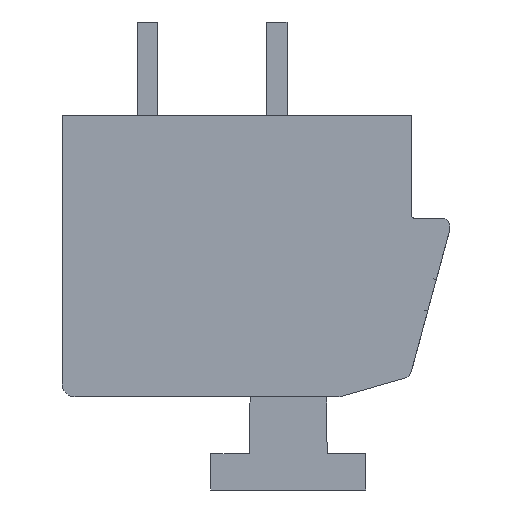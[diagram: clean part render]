
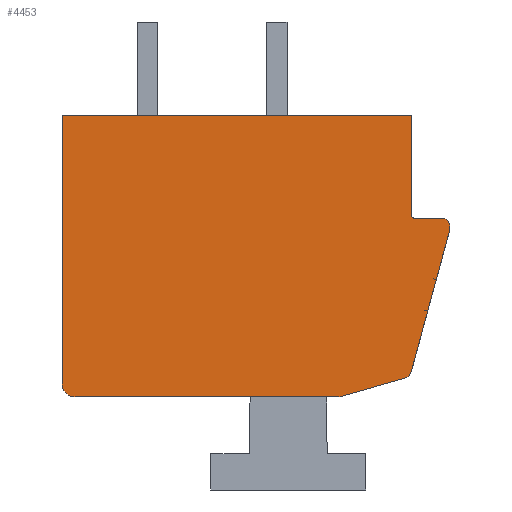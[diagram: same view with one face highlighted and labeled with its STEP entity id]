
A CAD part, front view. The second image highlights one B-rep face of the part: STEP entity #4453.
In plain terms, the highlighted planar face has unit normal (0, -1, 0).
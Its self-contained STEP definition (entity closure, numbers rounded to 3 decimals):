
#1=CARTESIAN_POINT('',(7.2,-48.75,1.15));
#2=DIRECTION('',(0.,-1.,0.));
#3=DIRECTION('',(1.,0.,0.));
#4=AXIS2_PLACEMENT_3D('',#1,#2,#3);
#6=DIRECTION('',(0.,0.,-1.));
#7=VECTOR('',#6,0.119);
#8=CARTESIAN_POINT('',(7.5,-48.75,1.15));
#9=LINE('',#8,#7);
#10=DIRECTION('',(0.262,0.,0.965));
#11=VECTOR('',#10,5.739);
#12=CARTESIAN_POINT('',(5.994,-48.75,-4.507));
#13=LINE('',#12,#11);
#14=CARTESIAN_POINT('',(5.705,-48.75,-4.428));
#15=DIRECTION('',(0.,-1.,0.));
#16=DIRECTION('',(0.274,0.,-0.962));
#17=AXIS2_PLACEMENT_3D('',#14,#15,#16);
#19=DIRECTION('',(0.962,0.,0.274));
#20=VECTOR('',#19,2.679);
#21=CARTESIAN_POINT('',(3.21,-48.75,-5.45));
#22=LINE('',#21,#20);
#23=DIRECTION('',(-1.,0.,0.));
#24=VECTOR('',#23,10.21);
#25=CARTESIAN_POINT('',(3.21,-48.75,-5.45));
#26=LINE('',#25,#24);
#27=CARTESIAN_POINT('',(-7.,-48.75,-4.95));
#28=DIRECTION('',(0.,-1.,0.));
#29=DIRECTION('',(-1.,0.,0.));
#30=AXIS2_PLACEMENT_3D('',#27,#28,#29);
#32=DIRECTION('',(0.,0.,1.));
#33=VECTOR('',#32,10.4);
#34=CARTESIAN_POINT('',(-7.5,-48.75,-4.95));
#35=LINE('',#34,#33);
#36=DIRECTION('',(1.,0.,0.));
#37=VECTOR('',#36,13.5);
#38=CARTESIAN_POINT('',(-7.5,-48.75,5.45));
#39=LINE('',#38,#37);
#40=DIRECTION('',(0.,0.,-1.));
#41=VECTOR('',#40,3.85);
#42=CARTESIAN_POINT('',(6.,-48.75,5.45));
#43=LINE('',#42,#41);
#44=DIRECTION('',(1.,0.,0.));
#45=VECTOR('',#44,1.05);
#46=CARTESIAN_POINT('',(6.15,-48.75,1.45));
#47=LINE('',#46,#45);
#60=CARTESIAN_POINT('',(6.15,-48.75,1.6));
#61=DIRECTION('',(0.,1.,0.));
#62=DIRECTION('',(0.,0.,-1.));
#63=AXIS2_PLACEMENT_3D('',#60,#61,#62);
#3548=CARTESIAN_POINT('',(-7.5,-48.75,5.45));
#3549=CARTESIAN_POINT('',(6.,-48.75,5.45));
#3550=VERTEX_POINT('',#3548);
#3551=VERTEX_POINT('',#3549);
#3552=CARTESIAN_POINT('',(6.,-48.75,1.6));
#3553=VERTEX_POINT('',#3552);
#3554=CARTESIAN_POINT('',(6.15,-48.75,1.45));
#3555=VERTEX_POINT('',#3554);
#3556=CARTESIAN_POINT('',(7.5,-48.75,1.15));
#3557=CARTESIAN_POINT('',(7.2,-48.75,1.45));
#3558=VERTEX_POINT('',#3556);
#3559=VERTEX_POINT('',#3557);
#3560=CARTESIAN_POINT('',(5.787,-48.75,-4.716));
#3561=CARTESIAN_POINT('',(5.994,-48.75,-4.507));
#3562=VERTEX_POINT('',#3560);
#3563=VERTEX_POINT('',#3561);
#3564=CARTESIAN_POINT('',(-7.5,-48.75,-4.95));
#3565=CARTESIAN_POINT('',(-7.,-48.75,-5.45));
#3566=VERTEX_POINT('',#3564);
#3567=VERTEX_POINT('',#3565);
#3568=CARTESIAN_POINT('',(3.21,-48.75,-5.45));
#3569=VERTEX_POINT('',#3568);
#3570=CARTESIAN_POINT('',(7.5,-48.75,1.031));
#3571=VERTEX_POINT('',#3570);
#4422=CARTESIAN_POINT('',(0.,-48.75,0.));
#4423=DIRECTION('',(0.,1.,0.));
#4424=DIRECTION('',(1.,0.,0.));
#4425=AXIS2_PLACEMENT_3D('',#4422,#4423,#4424);
#4426=PLANE('',#4425);
#4428=ORIENTED_EDGE('',*,*,#4427,.F.);
#4430=ORIENTED_EDGE('',*,*,#4429,.T.);
#4432=ORIENTED_EDGE('',*,*,#4431,.F.);
#4434=ORIENTED_EDGE('',*,*,#4433,.F.);
#4436=ORIENTED_EDGE('',*,*,#4435,.F.);
#4438=ORIENTED_EDGE('',*,*,#4437,.T.);
#4440=ORIENTED_EDGE('',*,*,#4439,.F.);
#4442=ORIENTED_EDGE('',*,*,#4441,.T.);
#4444=ORIENTED_EDGE('',*,*,#4443,.T.);
#4446=ORIENTED_EDGE('',*,*,#4445,.T.);
#4448=ORIENTED_EDGE('',*,*,#4447,.F.);
#4450=ORIENTED_EDGE('',*,*,#4449,.T.);
#4451=EDGE_LOOP('',(#4428,#4430,#4432,#4434,#4436,#4438,#4440,#4442,#4444,#4446,
#4448,#4450));
#4452=FACE_OUTER_BOUND('',#4451,.F.);
#4453=ADVANCED_FACE('',(#4452),#4426,.F.);
#5=CIRCLE('',#4,0.3);
#18=CIRCLE('',#17,0.3);
#31=CIRCLE('',#30,0.5);
#64=CIRCLE('',#63,0.15);
#4427=EDGE_CURVE('',#3558,#3559,#5,.T.);
#4429=EDGE_CURVE('',#3558,#3571,#9,.T.);
#4431=EDGE_CURVE('',#3563,#3571,#13,.T.);
#4433=EDGE_CURVE('',#3562,#3563,#18,.T.);
#4435=EDGE_CURVE('',#3569,#3562,#22,.T.);
#4437=EDGE_CURVE('',#3569,#3567,#26,.T.);
#4439=EDGE_CURVE('',#3566,#3567,#31,.T.);
#4441=EDGE_CURVE('',#3566,#3550,#35,.T.);
#4443=EDGE_CURVE('',#3550,#3551,#39,.T.);
#4445=EDGE_CURVE('',#3551,#3553,#43,.T.);
#4447=EDGE_CURVE('',#3555,#3553,#64,.T.);
#4449=EDGE_CURVE('',#3555,#3559,#47,.T.);
